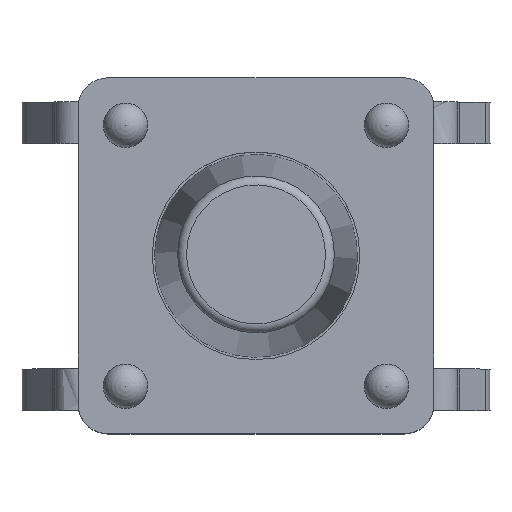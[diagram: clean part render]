
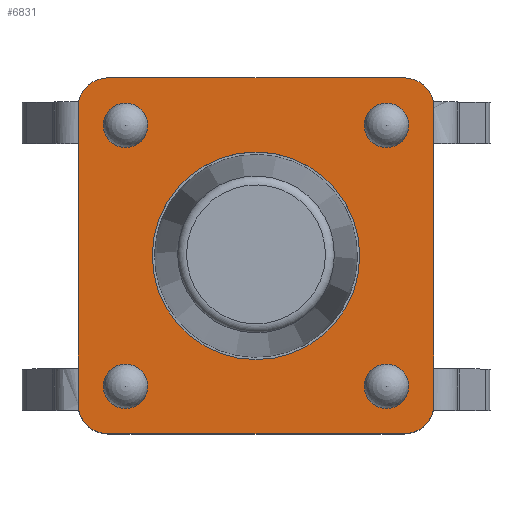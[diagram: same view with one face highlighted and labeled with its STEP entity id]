
A CAD part, top view. The second image highlights one B-rep face of the part: STEP entity #6831.
In plain terms, the highlighted planar face has unit normal (0, 0, 1).
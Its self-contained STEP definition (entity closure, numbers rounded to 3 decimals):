
#6379=CARTESIAN_POINT('',(-2.5,-3.,0.3));
#6380=VERTEX_POINT('',#6379);
#6381=CARTESIAN_POINT('',(-3.0,-2.5,0.3));
#6382=VERTEX_POINT('',#6381);
#6383=CARTESIAN_POINT('',(-2.5,-2.5,0.3));
#6384=DIRECTION('',(0.0,0.0,-1.0));
#6385=DIRECTION('',(-0.707,-0.707,0.0));
#6386=AXIS2_PLACEMENT_3D('',#6383,#6384,#6385);
#6387=CIRCLE('',#6386,0.5);
#6388=EDGE_CURVE('',#6380,#6382,#6387,.T.);
#6430=CARTESIAN_POINT('',(2.5,-3.,0.3));
#6431=VERTEX_POINT('',#6430);
#6438=CARTESIAN_POINT('',(2.5,-3.,0.3));
#6439=DIRECTION('',(-1.0,0.0,0.0));
#6440=VECTOR('',#6439,5.0);
#6441=LINE('',#6438,#6440);
#6442=EDGE_CURVE('',#6431,#6380,#6441,.T.);
#6566=CARTESIAN_POINT('',(-3.0,2.5,0.3));
#6567=VERTEX_POINT('',#6566);
#6568=CARTESIAN_POINT('',(-2.5,3.,0.3));
#6569=VERTEX_POINT('',#6568);
#6570=CARTESIAN_POINT('',(-2.5,2.5,0.3));
#6571=DIRECTION('',(0.0,0.0,-1.));
#6572=DIRECTION('',(-0.707,0.707,0.0));
#6573=AXIS2_PLACEMENT_3D('',#6570,#6571,#6572);
#6574=CIRCLE('',#6573,0.5);
#6575=EDGE_CURVE('',#6567,#6569,#6574,.T.);
#6599=CARTESIAN_POINT('',(2.5,3.,0.3));
#6600=VERTEX_POINT('',#6599);
#6601=CARTESIAN_POINT('',(-2.5,3.,0.3));
#6602=DIRECTION('',(1.0,0.0,0.0));
#6603=VECTOR('',#6602,5.0);
#6604=LINE('',#6601,#6603);
#6605=EDGE_CURVE('',#6569,#6600,#6604,.T.);
#6622=CARTESIAN_POINT('',(3.0,2.5,0.3));
#6623=VERTEX_POINT('',#6622);
#6624=CARTESIAN_POINT('',(2.5,2.5,0.3));
#6625=DIRECTION('',(0.0,0.0,-1.0));
#6626=DIRECTION('',(0.707,0.707,0.0));
#6627=AXIS2_PLACEMENT_3D('',#6624,#6625,#6626);
#6628=CIRCLE('',#6627,0.5);
#6629=EDGE_CURVE('',#6600,#6623,#6628,.T.);
#6647=CARTESIAN_POINT('',(3.0,-2.5,0.3));
#6648=VERTEX_POINT('',#6647);
#6649=CARTESIAN_POINT('',(2.5,-2.5,0.3));
#6650=DIRECTION('',(0.0,0.0,-1.));
#6651=DIRECTION('',(0.707,-0.707,0.0));
#6652=AXIS2_PLACEMENT_3D('',#6649,#6650,#6651);
#6653=CIRCLE('',#6652,0.5);
#6654=EDGE_CURVE('',#6648,#6431,#6653,.T.);
#6672=CARTESIAN_POINT('',(1.75,0.,0.3));
#6673=VERTEX_POINT('',#6672);
#6674=CARTESIAN_POINT('',(0.0,0.0,0.3));
#6675=DIRECTION('',(0.0,0.0,-1.0));
#6676=DIRECTION('',(-1.0,0.0,0.0));
#6677=AXIS2_PLACEMENT_3D('',#6674,#6675,#6676);
#6678=CIRCLE('',#6677,1.75);
#6679=EDGE_CURVE('',#6673,#6673,#6678,.T.);
#6692=CARTESIAN_POINT('',(2.575,-2.2,0.3));
#6693=VERTEX_POINT('',#6692);
#6694=CARTESIAN_POINT('',(2.2,-2.2,0.3));
#6695=DIRECTION('',(0.0,0.0,-1.0));
#6696=DIRECTION('',(-1.0,0.0,0.0));
#6697=AXIS2_PLACEMENT_3D('',#6694,#6695,#6696);
#6698=CIRCLE('',#6697,0.375);
#6699=EDGE_CURVE('',#6693,#6693,#6698,.T.);
#6712=CARTESIAN_POINT('',(-1.825,-2.2,0.3));
#6713=VERTEX_POINT('',#6712);
#6714=CARTESIAN_POINT('',(-2.2,-2.2,0.3));
#6715=DIRECTION('',(0.0,0.0,-1.0));
#6716=DIRECTION('',(-1.0,0.0,0.0));
#6717=AXIS2_PLACEMENT_3D('',#6714,#6715,#6716);
#6718=CIRCLE('',#6717,0.375);
#6719=EDGE_CURVE('',#6713,#6713,#6718,.T.);
#6732=CARTESIAN_POINT('',(2.575,2.2,0.3));
#6733=VERTEX_POINT('',#6732);
#6734=CARTESIAN_POINT('',(2.2,2.2,0.3));
#6735=DIRECTION('',(0.0,0.0,-1.0));
#6736=DIRECTION('',(-1.0,0.0,0.0));
#6737=AXIS2_PLACEMENT_3D('',#6734,#6735,#6736);
#6738=CIRCLE('',#6737,0.375);
#6739=EDGE_CURVE('',#6733,#6733,#6738,.T.);
#6752=CARTESIAN_POINT('',(-1.825,2.2,0.3));
#6753=VERTEX_POINT('',#6752);
#6754=CARTESIAN_POINT('',(-2.2,2.2,0.3));
#6755=DIRECTION('',(0.0,0.0,-1.0));
#6756=DIRECTION('',(-1.0,0.0,0.0));
#6757=AXIS2_PLACEMENT_3D('',#6754,#6755,#6756);
#6758=CIRCLE('',#6757,0.375);
#6759=EDGE_CURVE('',#6753,#6753,#6758,.T.);
#6773=CARTESIAN_POINT('',(3.0,2.5,0.3));
#6774=DIRECTION('',(0.0,-1.0,0.0));
#6775=VECTOR('',#6774,5.0);
#6776=LINE('',#6773,#6775);
#6777=EDGE_CURVE('',#6623,#6648,#6776,.T.);
#6790=CARTESIAN_POINT('',(-3.0,-2.5,0.3));
#6791=DIRECTION('',(0.0,1.0,0.0));
#6792=VECTOR('',#6791,5.0);
#6793=LINE('',#6790,#6792);
#6794=EDGE_CURVE('',#6382,#6567,#6793,.T.);
#6801=CARTESIAN_POINT('',(0.0,0.,0.3));
#6802=DIRECTION('',(0.0,0.0,1.0));
#6803=DIRECTION('',(1.0,0.0,0.0));
#6804=AXIS2_PLACEMENT_3D('',#6801,#6802,#6803);
#6805=PLANE('',#6804);
#6806=ORIENTED_EDGE('',*,*,#6388,.F.);
#6807=ORIENTED_EDGE('',*,*,#6442,.F.);
#6808=ORIENTED_EDGE('',*,*,#6654,.F.);
#6809=ORIENTED_EDGE('',*,*,#6777,.F.);
#6810=ORIENTED_EDGE('',*,*,#6629,.F.);
#6811=ORIENTED_EDGE('',*,*,#6605,.F.);
#6812=ORIENTED_EDGE('',*,*,#6575,.F.);
#6813=ORIENTED_EDGE('',*,*,#6794,.F.);
#6814=EDGE_LOOP('',(#6806,#6807,#6808,#6809,#6810,#6811,#6812,#6813));
#6815=FACE_OUTER_BOUND('',#6814,.T.);
#6816=ORIENTED_EDGE('',*,*,#6679,.T.);
#6817=EDGE_LOOP('',(#6816));
#6818=FACE_BOUND('',#6817,.T.);
#6819=ORIENTED_EDGE('',*,*,#6699,.T.);
#6820=EDGE_LOOP('',(#6819));
#6821=FACE_BOUND('',#6820,.T.);
#6822=ORIENTED_EDGE('',*,*,#6719,.T.);
#6823=EDGE_LOOP('',(#6822));
#6824=FACE_BOUND('',#6823,.T.);
#6825=ORIENTED_EDGE('',*,*,#6739,.T.);
#6826=EDGE_LOOP('',(#6825));
#6827=FACE_BOUND('',#6826,.T.);
#6828=ORIENTED_EDGE('',*,*,#6759,.T.);
#6829=EDGE_LOOP('',(#6828));
#6830=FACE_BOUND('',#6829,.T.);
#6831=ADVANCED_FACE('',(#6815,#6818,#6821,#6824,#6827,#6830),#6805,.T.);
